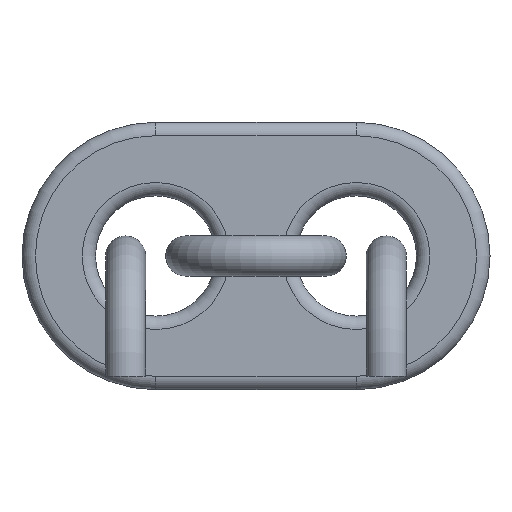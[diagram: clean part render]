
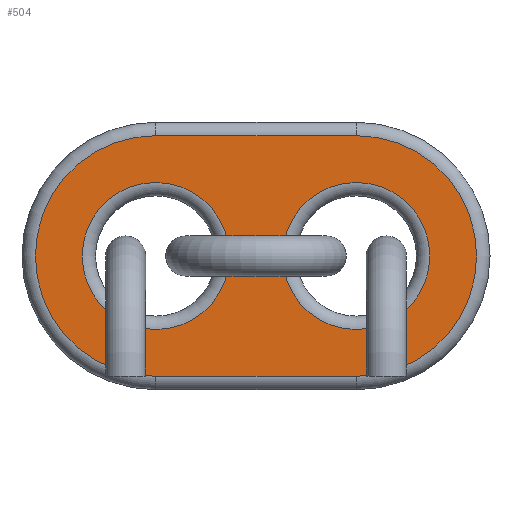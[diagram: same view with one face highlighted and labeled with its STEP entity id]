
A CAD part, left-side view. The second image highlights one B-rep face of the part: STEP entity #504.
In plain terms, the highlighted planar face has unit normal (-1, 0, 0).
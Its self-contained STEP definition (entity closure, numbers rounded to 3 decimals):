
#23=FACE_BOUND('',#131,.T.);
#24=FACE_BOUND('',#132,.T.);
#28=PLANE('',#573);
#41=LINE('',#877,#59);
#43=LINE('',#887,#61);
#59=VECTOR('',#682,10.);
#61=VECTOR('',#696,10.);
#94=FACE_OUTER_BOUND('',#130,.T.);
#130=EDGE_LOOP('',(#383,#384,#385,#386));
#131=EDGE_LOOP('',(#387));
#132=EDGE_LOOP('',(#388));
#167=CIRCLE('',#565,1.8);
#169=CIRCLE('',#569,1.8);
#171=CIRCLE('',#574,1.1);
#172=CIRCLE('',#575,1.1);
#223=VERTEX_POINT('',#874);
#224=VERTEX_POINT('',#876);
#225=VERTEX_POINT('',#881);
#226=VERTEX_POINT('',#885);
#227=VERTEX_POINT('',#895);
#228=VERTEX_POINT('',#897);
#275=EDGE_CURVE('',#223,#224,#41,.T.);
#279=EDGE_CURVE('',#224,#225,#167,.T.);
#281=EDGE_CURVE('',#225,#226,#43,.T.);
#282=EDGE_CURVE('',#226,#223,#169,.T.);
#285=EDGE_CURVE('',#227,#227,#171,.T.);
#286=EDGE_CURVE('',#228,#228,#172,.T.);
#383=ORIENTED_EDGE('',*,*,#275,.F.);
#384=ORIENTED_EDGE('',*,*,#282,.F.);
#385=ORIENTED_EDGE('',*,*,#281,.F.);
#386=ORIENTED_EDGE('',*,*,#279,.F.);
#387=ORIENTED_EDGE('',*,*,#285,.F.);
#388=ORIENTED_EDGE('',*,*,#286,.F.);
#504=ADVANCED_FACE('',(#94,#23,#24),#28,.F.);
#565=AXIS2_PLACEMENT_3D('',#883,#690,#691);
#569=AXIS2_PLACEMENT_3D('',#889,#699,#700);
#573=AXIS2_PLACEMENT_3D('',#894,#708,#709);
#574=AXIS2_PLACEMENT_3D('',#896,#710,#711);
#575=AXIS2_PLACEMENT_3D('',#898,#712,#713);
#682=DIRECTION('',(0.,1.,0.));
#690=DIRECTION('center_axis',(1.,0.,0.));
#691=DIRECTION('ref_axis',(0.,1.,0.));
#696=DIRECTION('',(0.,-1.,0.));
#699=DIRECTION('center_axis',(1.,0.,0.));
#700=DIRECTION('ref_axis',(0.,-1.,0.));
#708=DIRECTION('center_axis',(1.,0.,0.));
#709=DIRECTION('ref_axis',(0.,0.,-1.));
#710=DIRECTION('center_axis',(-1.,0.,0.));
#711=DIRECTION('ref_axis',(0.,1.,0.));
#712=DIRECTION('center_axis',(-1.,0.,0.));
#713=DIRECTION('ref_axis',(0.,1.,0.));
#874=CARTESIAN_POINT('',(-3.6,-1.5,0.2));
#876=CARTESIAN_POINT('',(-3.6,1.5,0.2));
#877=CARTESIAN_POINT('',(-3.6,0.,0.2));
#881=CARTESIAN_POINT('',(-3.6,1.5,3.8));
#883=CARTESIAN_POINT('Origin',(-3.6,1.5,2.));
#885=CARTESIAN_POINT('',(-3.6,-1.5,3.8));
#887=CARTESIAN_POINT('',(-3.6,0.,3.8));
#889=CARTESIAN_POINT('Origin',(-3.6,-1.5,2.));
#894=CARTESIAN_POINT('Origin',(-3.6,0.,2.));
#895=CARTESIAN_POINT('',(-3.6,-1.5,3.1));
#896=CARTESIAN_POINT('Origin',(-3.6,-1.5,2.));
#897=CARTESIAN_POINT('',(-3.6,1.5,3.1));
#898=CARTESIAN_POINT('Origin',(-3.6,1.5,2.));
